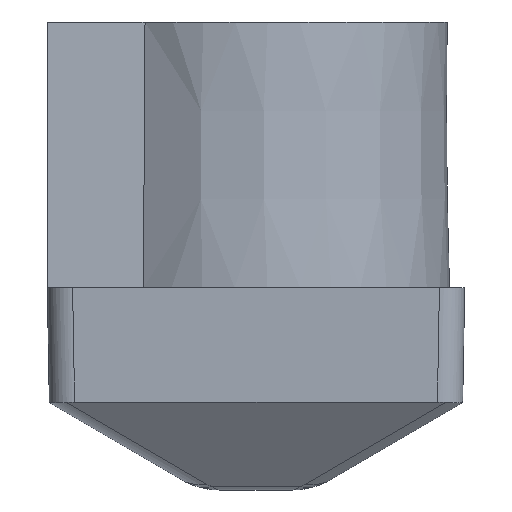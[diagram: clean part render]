
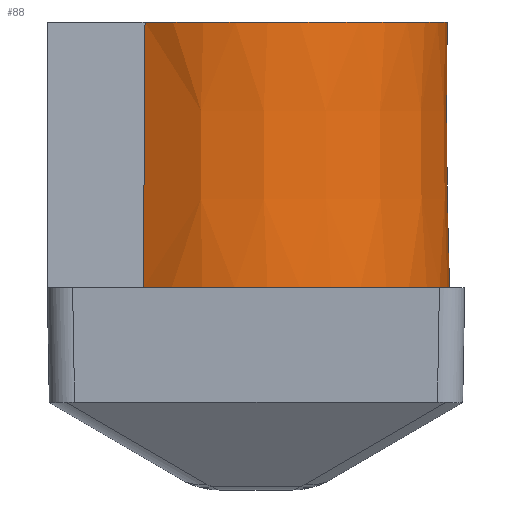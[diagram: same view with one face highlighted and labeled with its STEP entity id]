
A CAD part, left-side view. The second image highlights one B-rep face of the part: STEP entity #88.
In plain terms, the highlighted conical face has half-angle 0.5 degrees and reference radius 7.65 mm.
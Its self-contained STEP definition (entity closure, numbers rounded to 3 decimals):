
#88=ADVANCED_FACE('',(#193),#194,.T.);
#193=FACE_OUTER_BOUND('',#410,.T.);
#194=CONICAL_SURFACE('',#411,7.65,0.009);
#410=EDGE_LOOP('',(#744,#745,#746,#747));
#411=AXIS2_PLACEMENT_3D('',#748,#749,#750);
#744=ORIENTED_EDGE('',*,*,#957,.T.);
#745=ORIENTED_EDGE('',*,*,#994,.T.);
#746=ORIENTED_EDGE('',*,*,#995,.T.);
#747=ORIENTED_EDGE('',*,*,#996,.T.);
#748=CARTESIAN_POINT('',(0.0,0.0,-165.8));
#749=DIRECTION('',(-0.0,-0.0,-1.0));
#750=DIRECTION('',(-1.0,0.0,0.0));
#957=EDGE_CURVE('',#1102,#1100,#1103,.T.);
#994=EDGE_CURVE('',#1100,#1157,#1158,.T.);
#995=EDGE_CURVE('',#1157,#1159,#1160,.F.);
#996=EDGE_CURVE('',#1159,#1102,#1161,.T.);
#1100=VERTEX_POINT('',#1288);
#1102=VERTEX_POINT('',#1291);
#1103=CIRCLE('',#1292,7.65);
#1157=VERTEX_POINT('',#1381);
#1158=B_SPLINE_CURVE_WITH_KNOTS('',3,(#1382,#1383,#1384,#1385),.UNSPECIFIED.,.F.,.F.,(4,4),(0.0,0.011),.UNSPECIFIED.);
#1159=VERTEX_POINT('',#1386);
#1160=CIRCLE('',#1387,7.558);
#1161=B_SPLINE_CURVE_WITH_KNOTS('',3,(#1388,#1389,#1390,#1391,#1392,#1393,#1394),.UNSPECIFIED.,.F.,.F.,(4,3,4),(0.068,0.069,0.078),.UNSPECIFIED.);
#1288=CARTESIAN_POINT('',(-4.453,6.221,-165.8));
#1291=CARTESIAN_POINT('',(-6.221,4.453,-165.8));
#1292=AXIS2_PLACEMENT_3D('',#1530,#1531,#1532);
#1381=CARTESIAN_POINT('',(-4.387,6.155,-155.3));
#1382=CARTESIAN_POINT('',(-4.453,6.221,-165.8));
#1383=CARTESIAN_POINT('',(-4.431,6.199,-162.3));
#1384=CARTESIAN_POINT('',(-4.409,6.177,-158.8));
#1385=CARTESIAN_POINT('',(-4.387,6.155,-155.3));
#1386=CARTESIAN_POINT('',(-6.155,4.387,-155.3));
#1387=AXIS2_PLACEMENT_3D('',#1575,#1576,#1577);
#1388=CARTESIAN_POINT('',(-6.155,4.387,-155.3));
#1389=CARTESIAN_POINT('',(-6.157,4.39,-155.696));
#1390=CARTESIAN_POINT('',(-6.16,4.392,-156.093));
#1391=CARTESIAN_POINT('',(-6.162,4.395,-156.489));
#1392=CARTESIAN_POINT('',(-6.182,4.414,-159.593));
#1393=CARTESIAN_POINT('',(-6.201,4.433,-162.696));
#1394=CARTESIAN_POINT('',(-6.221,4.453,-165.8));
#1530=CARTESIAN_POINT('',(0.0,0.0,-165.8));
#1531=DIRECTION('',(0.0,-0.0,1.0));
#1532=DIRECTION('',(-1.0,0.0,0.0));
#1575=CARTESIAN_POINT('',(0.0,0.0,-155.3));
#1576=DIRECTION('',(0.0,-0.0,1.0));
#1577=DIRECTION('',(1.0,0.0,0.0));
